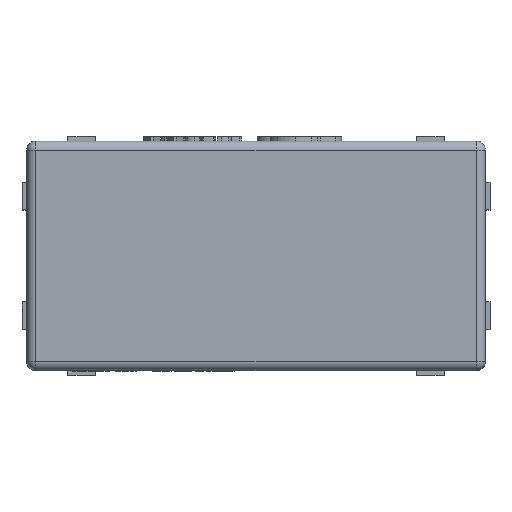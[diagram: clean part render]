
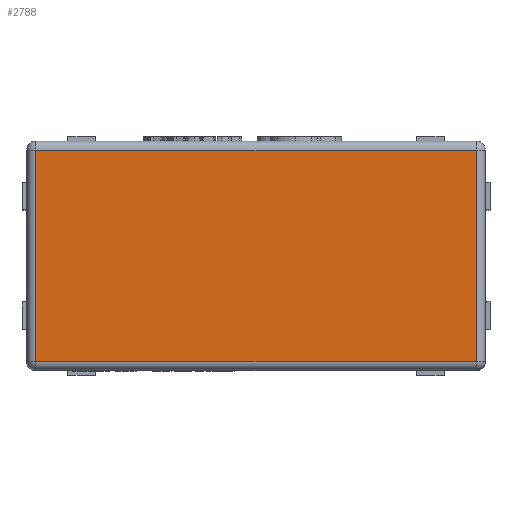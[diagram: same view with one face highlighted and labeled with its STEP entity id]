
A CAD part, top view. The second image highlights one B-rep face of the part: STEP entity #2788.
In plain terms, the highlighted planar face has unit normal (0, 0, 1).
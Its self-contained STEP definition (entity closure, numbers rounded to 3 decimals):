
#1770 = VECTOR ( 'NONE', #17119, 1000. ) ;
#2788 = ADVANCED_FACE ( 'NONE', ( #14697 ), #21265, .T. ) ;
#2947 = VERTEX_POINT ( 'NONE', #3594 ) ;
#3319 = DIRECTION ( 'NONE',  ( 0., 1., 0. ) ) ;
#3550 = EDGE_CURVE ( 'NONE', #17740, #17212, #19560, .T. ) ;
#3594 = CARTESIAN_POINT ( 'NONE',  ( 0.48, 0.23, 0.45 ) ) ;
#4607 = EDGE_CURVE ( 'NONE', #20320, #17740, #13110, .T. ) ;
#5187 = CARTESIAN_POINT ( 'NONE',  ( -0.48, 0.23, 0.45 ) ) ;
#6260 = VECTOR ( 'NONE', #3319, 1000. ) ;
#6752 = CARTESIAN_POINT ( 'NONE',  ( -0.5, 0.23, 0.45 ) ) ;
#7717 = EDGE_LOOP ( 'NONE', ( #17952, #10511, #22914, #26706 ) ) ;
#10511 = ORIENTED_EDGE ( 'NONE', *, *, #20251, .T. ) ;
#12631 = CARTESIAN_POINT ( 'NONE',  ( 0., 0., 0.45 ) ) ;
#13110 = LINE ( 'NONE', #17264, #1770 ) ;
#13433 = EDGE_CURVE ( 'NONE', #17212, #2947, #18807, .T. ) ;
#14344 = AXIS2_PLACEMENT_3D ( 'NONE', #12631, #27753, #16669 ) ;
#14416 = CARTESIAN_POINT ( 'NONE',  ( 0.48, -0.23, 0.45 ) ) ;
#14697 = FACE_OUTER_BOUND ( 'NONE', #7717, .T. ) ;
#15505 = DIRECTION ( 'NONE',  ( -1., 0., 0. ) ) ;
#16644 = CARTESIAN_POINT ( 'NONE',  ( 0.48, 0.25, 0.45 ) ) ;
#16669 = DIRECTION ( 'NONE',  ( 1., 0., 0. ) ) ;
#17119 = DIRECTION ( 'NONE',  ( 0., -1., 0. ) ) ;
#17212 = VERTEX_POINT ( 'NONE', #14416 ) ;
#17264 = CARTESIAN_POINT ( 'NONE',  ( -0.48, -0.25, 0.45 ) ) ;
#17740 = VERTEX_POINT ( 'NONE', #18482 ) ;
#17904 = LINE ( 'NONE', #6752, #20354 ) ;
#17952 = ORIENTED_EDGE ( 'NONE', *, *, #13433, .T. ) ;
#18482 = CARTESIAN_POINT ( 'NONE',  ( -0.48, -0.23, 0.45 ) ) ;
#18807 = LINE ( 'NONE', #16644, #6260 ) ;
#19560 = LINE ( 'NONE', #28363, #26148 ) ;
#20251 = EDGE_CURVE ( 'NONE', #2947, #20320, #17904, .T. ) ;
#20320 = VERTEX_POINT ( 'NONE', #5187 ) ;
#20354 = VECTOR ( 'NONE', #15505, 1000. ) ;
#21265 = PLANE ( 'NONE',  #14344 ) ;
#22914 = ORIENTED_EDGE ( 'NONE', *, *, #4607, .T. ) ;
#23631 = DIRECTION ( 'NONE',  ( 1., 0., 0. ) ) ;
#26148 = VECTOR ( 'NONE', #23631, 1000. ) ;
#26706 = ORIENTED_EDGE ( 'NONE', *, *, #3550, .T. ) ;
#27753 = DIRECTION ( 'NONE',  ( 0., 0., 1. ) ) ;
#28363 = CARTESIAN_POINT ( 'NONE',  ( 0.5, -0.23, 0.45 ) ) ;
